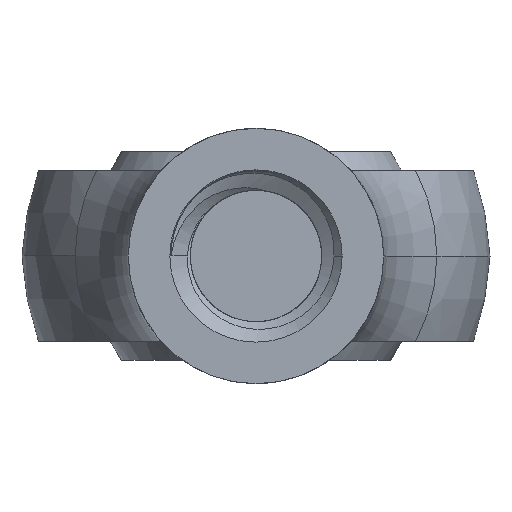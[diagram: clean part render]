
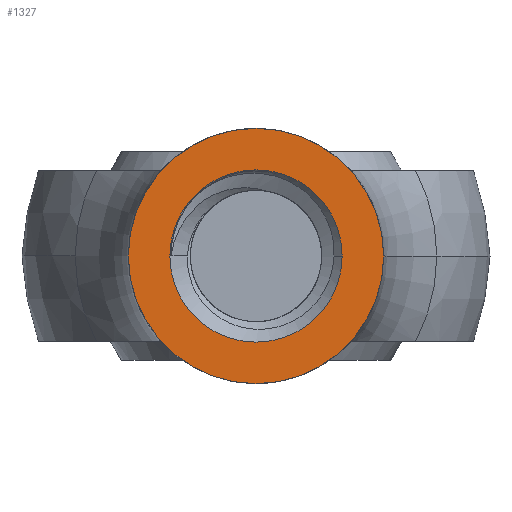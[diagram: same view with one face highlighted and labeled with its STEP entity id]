
A CAD part, front view. The second image highlights one B-rep face of the part: STEP entity #1327.
In plain terms, the highlighted planar face has unit normal (0, -1, 0).
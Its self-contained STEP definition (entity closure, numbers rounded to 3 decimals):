
#11 = DIRECTION ( 'NONE',  ( 1., 0., 0. ) ) ;
#17 = CARTESIAN_POINT ( 'NONE',  ( 0., -10., 0. ) ) ;
#121 = CARTESIAN_POINT ( 'NONE',  ( 3., -10., 0. ) ) ;
#321 = AXIS2_PLACEMENT_3D ( 'NONE', #2152, #3632, #3864 ) ;
#322 = CARTESIAN_POINT ( 'NONE',  ( 0., -10., 0. ) ) ;
#390 = ORIENTED_EDGE ( 'NONE', *, *, #2140, .F. ) ;
#469 = ORIENTED_EDGE ( 'NONE', *, *, #1332, .F. ) ;
#930 = CARTESIAN_POINT ( 'NONE',  ( -2.025, -10., 0. ) ) ;
#1106 = DIRECTION ( 'NONE',  ( -1., 0., 0. ) ) ;
#1160 = ORIENTED_EDGE ( 'NONE', *, *, #2310, .F. ) ;
#1269 = DIRECTION ( 'NONE',  ( 0., -1., 0. ) ) ;
#1273 = VERTEX_POINT ( 'NONE', #930 ) ;
#1305 = AXIS2_PLACEMENT_3D ( 'NONE', #322, #2550, #3246 ) ;
#1327 = ADVANCED_FACE ( 'NONE', ( #3610, #3418 ), #2789, .F. ) ;
#1332 = EDGE_CURVE ( 'NONE', #2723, #2988, #2732, .T. ) ;
#1916 = DIRECTION ( 'NONE',  ( 0., 1., 0. ) ) ;
#1942 = CIRCLE ( 'NONE', #3675, 2.025 ) ;
#2038 = CIRCLE ( 'NONE', #1305, 2.025 ) ;
#2072 = CARTESIAN_POINT ( 'NONE',  ( 2.025, -10., 0. ) ) ;
#2130 = AXIS2_PLACEMENT_3D ( 'NONE', #17, #3546, #3561 ) ;
#2140 = EDGE_CURVE ( 'NONE', #2791, #1273, #1942, .T. ) ;
#2152 = CARTESIAN_POINT ( 'NONE',  ( 3., -10., 0. ) ) ;
#2153 = ORIENTED_EDGE ( 'NONE', *, *, #2495, .F. ) ;
#2229 = EDGE_LOOP ( 'NONE', ( #390, #1160 ) ) ;
#2310 = EDGE_CURVE ( 'NONE', #1273, #2791, #2038, .T. ) ;
#2336 = EDGE_LOOP ( 'NONE', ( #2153, #469 ) ) ;
#2495 = EDGE_CURVE ( 'NONE', #2988, #2723, #3896, .T. ) ;
#2550 = DIRECTION ( 'NONE',  ( 0., -1., 0. ) ) ;
#2723 = VERTEX_POINT ( 'NONE', #121 ) ;
#2732 = CIRCLE ( 'NONE', #2130, 3. ) ;
#2789 = PLANE ( 'NONE',  #321 ) ;
#2791 = VERTEX_POINT ( 'NONE', #2072 ) ;
#2988 = VERTEX_POINT ( 'NONE', #3348 ) ;
#3246 = DIRECTION ( 'NONE',  ( 1., 0., 0. ) ) ;
#3293 = CARTESIAN_POINT ( 'NONE',  ( 0., -10., 0. ) ) ;
#3348 = CARTESIAN_POINT ( 'NONE',  ( -3., -10., 0. ) ) ;
#3418 = FACE_OUTER_BOUND ( 'NONE', #2336, .T. ) ;
#3546 = DIRECTION ( 'NONE',  ( 0., 1., 0. ) ) ;
#3561 = DIRECTION ( 'NONE',  ( -1., 0., 0. ) ) ;
#3610 = FACE_BOUND ( 'NONE', #2229, .T. ) ;
#3622 = AXIS2_PLACEMENT_3D ( 'NONE', #3801, #1916, #1106 ) ;
#3632 = DIRECTION ( 'NONE',  ( 0., 1., 0. ) ) ;
#3675 = AXIS2_PLACEMENT_3D ( 'NONE', #3293, #1269, #11 ) ;
#3801 = CARTESIAN_POINT ( 'NONE',  ( 0., -10., 0. ) ) ;
#3864 = DIRECTION ( 'NONE',  ( -1., 0., 0. ) ) ;
#3896 = CIRCLE ( 'NONE', #3622, 3. ) ;
